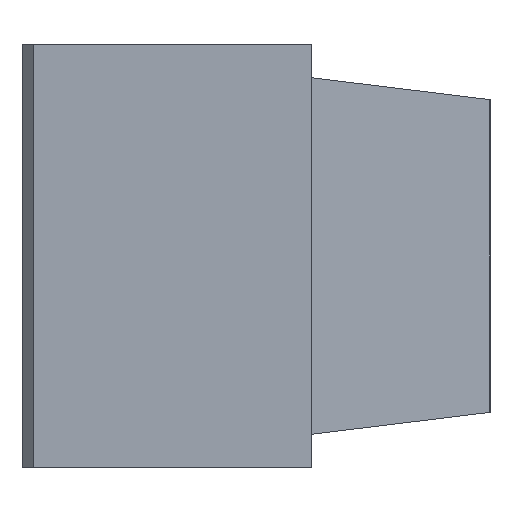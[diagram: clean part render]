
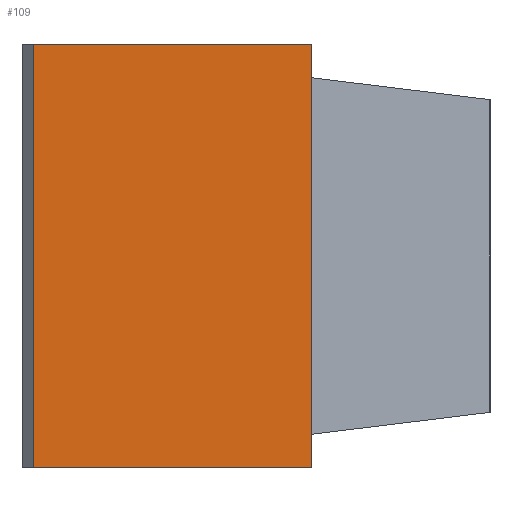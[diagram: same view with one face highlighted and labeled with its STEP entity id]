
A CAD part, left-side view. The second image highlights one B-rep face of the part: STEP entity #109.
In plain terms, the highlighted planar face has unit normal (-1, 0, 0).
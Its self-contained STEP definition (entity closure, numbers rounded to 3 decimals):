
#109=ADVANCED_FACE('',(#157),#127,.F.);
#127=PLANE('',#399);
#157=FACE_OUTER_BOUND('',#177,.T.);
#177=EDGE_LOOP('',(#221,#222,#223,#224));
#221=ORIENTED_EDGE('',*,*,#317,.T.);
#222=ORIENTED_EDGE('',*,*,#298,.F.);
#223=ORIENTED_EDGE('',*,*,#318,.F.);
#224=ORIENTED_EDGE('',*,*,#315,.T.);
#267=VERTEX_POINT('',#498);
#270=VERTEX_POINT('',#503);
#283=VERTEX_POINT('',#537);
#284=VERTEX_POINT('',#539);
#298=EDGE_CURVE('',#270,#267,#334,.T.);
#315=EDGE_CURVE('',#284,#283,#349,.T.);
#317=EDGE_CURVE('',#283,#267,#351,.T.);
#318=EDGE_CURVE('',#284,#270,#352,.T.);
#334=LINE('',#504,#364);
#349=LINE('',#538,#379);
#351=LINE('',#542,#381);
#352=LINE('',#543,#382);
#364=VECTOR('',#421,1.);
#379=VECTOR('',#448,1.);
#381=VECTOR('',#452,1.);
#382=VECTOR('',#453,1.);
#399=AXIS2_PLACEMENT_3D('',#544,#454,#455);
#421=DIRECTION('',(0.,0.,-1.));
#448=DIRECTION('',(0.,0.,-1.));
#452=DIRECTION('',(0.,-1.,0.));
#453=DIRECTION('',(0.,-1.,0.));
#454=DIRECTION('',(1.,0.,0.));
#455=DIRECTION('',(0.,0.,-1.));
#498=CARTESIAN_POINT('',(118.5,104.5,-9.5));
#503=CARTESIAN_POINT('',(118.5,104.5,9.5));
#504=CARTESIAN_POINT('',(118.5,104.5,9.5));
#537=CARTESIAN_POINT('',(118.5,117.,-9.5));
#538=CARTESIAN_POINT('',(118.5,117.,9.5));
#539=CARTESIAN_POINT('',(118.5,117.,9.5));
#542=CARTESIAN_POINT('',(118.5,117.,-9.5));
#543=CARTESIAN_POINT('',(118.5,117.,9.5));
#544=CARTESIAN_POINT('',(118.5,117.,9.5));
